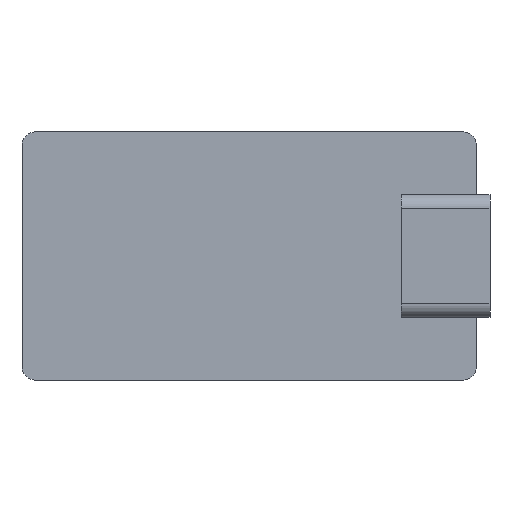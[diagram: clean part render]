
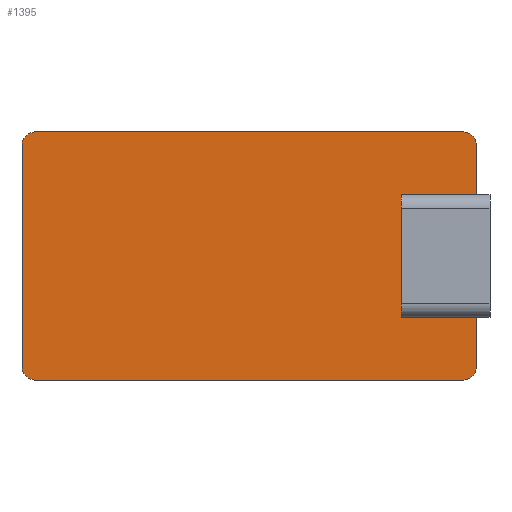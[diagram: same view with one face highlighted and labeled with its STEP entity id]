
A CAD part, top view. The second image highlights one B-rep face of the part: STEP entity #1395.
In plain terms, the highlighted planar face has unit normal (0, 0, 1).
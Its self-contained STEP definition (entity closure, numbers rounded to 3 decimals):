
#83=PLANE('',#1495);
#116=FACE_OUTER_BOUND('',#191,.T.);
#191=EDGE_LOOP('',(#1000,#1001,#1002,#1003,#1004,#1005,#1006,#1007,#1008,
#1009,#1010,#1011));
#310=LINE('',#2098,#416);
#320=LINE('',#2127,#426);
#325=LINE('',#2141,#431);
#327=LINE('',#2144,#433);
#328=LINE('',#2146,#434);
#329=LINE('',#2149,#435);
#331=LINE('',#2153,#437);
#333=LINE('',#2156,#439);
#416=VECTOR('',#1655,10.);
#426=VECTOR('',#1679,10.);
#431=VECTOR('',#1694,10.);
#433=VECTOR('',#1698,10.);
#434=VECTOR('',#1701,10.);
#435=VECTOR('',#1704,10.);
#437=VECTOR('',#1708,10.);
#439=VECTOR('',#1712,10.);
#518=CIRCLE('',#1475,1.);
#523=CIRCLE('',#1483,1.);
#524=CIRCLE('',#1486,1.);
#525=CIRCLE('',#1488,1.);
#610=VERTEX_POINT('',#2085);
#611=VERTEX_POINT('',#2086);
#615=VERTEX_POINT('',#2096);
#625=VERTEX_POINT('',#2120);
#626=VERTEX_POINT('',#2121);
#627=VERTEX_POINT('',#2126);
#628=VERTEX_POINT('',#2130);
#629=VERTEX_POINT('',#2134);
#630=VERTEX_POINT('',#2138);
#631=VERTEX_POINT('',#2140);
#632=VERTEX_POINT('',#2148);
#633=VERTEX_POINT('',#2152);
#742=EDGE_CURVE('',#610,#611,#518,.T.);
#748=EDGE_CURVE('',#610,#615,#310,.T.);
#759=EDGE_CURVE('',#625,#626,#523,.T.);
#762=EDGE_CURVE('',#627,#626,#320,.T.);
#764=EDGE_CURVE('',#627,#628,#524,.T.);
#766=EDGE_CURVE('',#629,#615,#525,.T.);
#769=EDGE_CURVE('',#631,#630,#325,.T.);
#771=EDGE_CURVE('',#629,#631,#327,.T.);
#772=EDGE_CURVE('',#625,#611,#328,.T.);
#773=EDGE_CURVE('',#632,#628,#329,.T.);
#775=EDGE_CURVE('',#633,#632,#331,.T.);
#777=EDGE_CURVE('',#630,#633,#333,.T.);
#1000=ORIENTED_EDGE('',*,*,#742,.F.);
#1001=ORIENTED_EDGE('',*,*,#748,.T.);
#1002=ORIENTED_EDGE('',*,*,#766,.F.);
#1003=ORIENTED_EDGE('',*,*,#771,.T.);
#1004=ORIENTED_EDGE('',*,*,#769,.T.);
#1005=ORIENTED_EDGE('',*,*,#777,.T.);
#1006=ORIENTED_EDGE('',*,*,#775,.T.);
#1007=ORIENTED_EDGE('',*,*,#773,.T.);
#1008=ORIENTED_EDGE('',*,*,#764,.F.);
#1009=ORIENTED_EDGE('',*,*,#762,.T.);
#1010=ORIENTED_EDGE('',*,*,#759,.F.);
#1011=ORIENTED_EDGE('',*,*,#772,.T.);
#1395=ADVANCED_FACE('',(#116),#83,.T.);
#1475=AXIS2_PLACEMENT_3D('',#2087,#1645,#1646);
#1483=AXIS2_PLACEMENT_3D('',#2122,#1673,#1674);
#1486=AXIS2_PLACEMENT_3D('',#2131,#1683,#1684);
#1488=AXIS2_PLACEMENT_3D('',#2135,#1688,#1689);
#1495=AXIS2_PLACEMENT_3D('',#2157,#1713,#1714);
#1645=DIRECTION('center_axis',(0.,0.,-1.));
#1646=DIRECTION('ref_axis',(-0.707,-0.707,0.));
#1655=DIRECTION('',(1.,0.,0.));
#1673=DIRECTION('center_axis',(0.,0.,-1.));
#1674=DIRECTION('ref_axis',(-0.707,0.707,0.));
#1679=DIRECTION('',(-1.,0.,0.));
#1683=DIRECTION('center_axis',(0.,0.,-1.));
#1684=DIRECTION('ref_axis',(0.707,0.707,0.));
#1688=DIRECTION('center_axis',(0.,0.,-1.));
#1689=DIRECTION('ref_axis',(0.707,-0.707,0.));
#1694=DIRECTION('',(-1.,0.,0.));
#1698=DIRECTION('',(0.,1.,0.));
#1701=DIRECTION('',(0.,-1.,0.));
#1704=DIRECTION('',(0.,1.,0.));
#1708=DIRECTION('',(1.,0.,0.));
#1712=DIRECTION('',(0.,1.,0.));
#1713=DIRECTION('center_axis',(0.,0.,1.));
#1714=DIRECTION('ref_axis',(1.,0.,0.));
#2085=CARTESIAN_POINT('',(-15.65,-9.1,1.6));
#2086=CARTESIAN_POINT('',(-16.65,-8.1,1.6));
#2087=CARTESIAN_POINT('Origin',(-15.65,-8.1,1.6));
#2096=CARTESIAN_POINT('',(15.65,-9.1,1.6));
#2098=CARTESIAN_POINT('',(16.65,-9.1,1.6));
#2120=CARTESIAN_POINT('',(-16.65,8.1,1.6));
#2121=CARTESIAN_POINT('',(-15.65,9.1,1.6));
#2122=CARTESIAN_POINT('Origin',(-15.65,8.1,1.6));
#2126=CARTESIAN_POINT('',(15.65,9.1,1.6));
#2127=CARTESIAN_POINT('',(-16.65,9.1,1.6));
#2130=CARTESIAN_POINT('',(16.65,8.1,1.6));
#2131=CARTESIAN_POINT('Origin',(15.65,8.1,1.6));
#2134=CARTESIAN_POINT('',(16.65,-8.1,1.6));
#2135=CARTESIAN_POINT('Origin',(15.65,-8.1,1.6));
#2138=CARTESIAN_POINT('',(11.15,-4.5,1.6));
#2140=CARTESIAN_POINT('',(16.65,-4.5,1.6));
#2141=CARTESIAN_POINT('',(17.65,-4.5,1.6));
#2144=CARTESIAN_POINT('',(16.65,-4.5,1.6));
#2146=CARTESIAN_POINT('',(-16.65,-9.1,1.6));
#2148=CARTESIAN_POINT('',(16.65,4.5,1.6));
#2149=CARTESIAN_POINT('',(16.65,9.1,1.6));
#2152=CARTESIAN_POINT('',(11.15,4.5,1.6));
#2153=CARTESIAN_POINT('',(11.15,4.5,1.6));
#2156=CARTESIAN_POINT('',(11.15,-4.5,1.6));
#2157=CARTESIAN_POINT('Origin',(0.,0.,
1.6));
